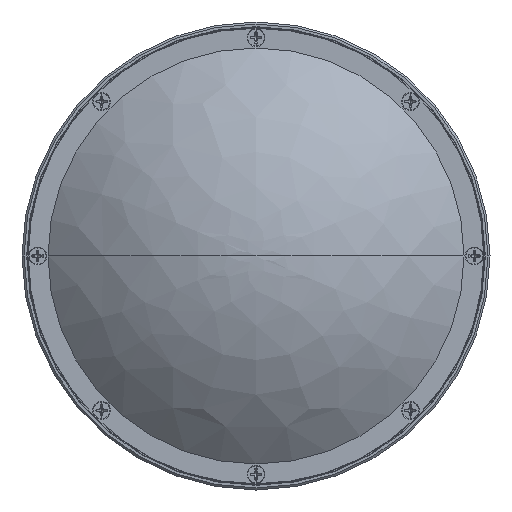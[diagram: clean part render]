
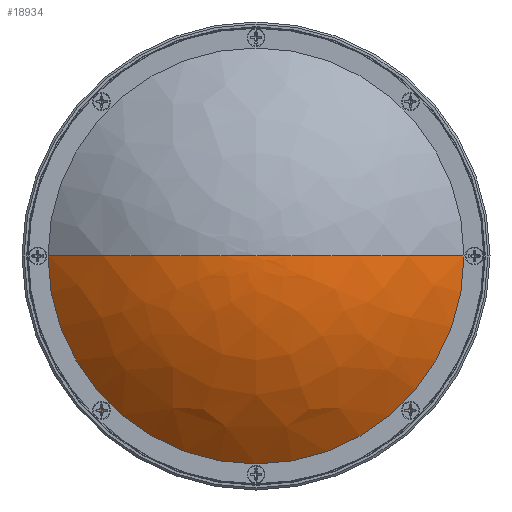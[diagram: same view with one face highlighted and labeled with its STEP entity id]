
A CAD part, left-side view. The second image highlights one B-rep face of the part: STEP entity #18934.
In plain terms, the highlighted free-form (B-spline) face has degree [3, 3] with [4, 4] control points.
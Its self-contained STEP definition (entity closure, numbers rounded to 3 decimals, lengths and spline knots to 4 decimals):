
#1431 = CARTESIAN_POINT ( 'NONE',  ( -2.9153, 2.1471, -3.7632 ) ) ;
#1641 = CARTESIAN_POINT ( 'NONE',  ( -3.7254, 0.8138, 0.2368 ) ) ;
#2978 = CIRCLE ( 'NONE', #14449, 2. ) ;
#3802 = CARTESIAN_POINT ( 'NONE',  ( -3.7254, -0.5196, 0.2368 ) ) ;
#3902 = CARTESIAN_POINT ( 'NONE',  ( -3.4939, -1.1862, -2.4298 ) ) ;
#3999 = CARTESIAN_POINT ( 'NONE',  ( -3.7254, -0.5196, -1.0965 ) ) ;
#4012 = EDGE_LOOP ( 'NONE', ( #15369, #20101, #11348 ) ) ;
#4133 =( BOUNDED_SURFACE ( )  B_SPLINE_SURFACE ( 3, 3, ( 
 ( #9082, #31279, #1431, #18953 ),
 ( #21308, #3902, #20994, #11478 ),
 ( #21206, #3999, #8861, #11595 ),
 ( #6487, #23768, #8975, #26272 ) ),
 .UNSPECIFIED., .F., .F., .F. ) 
 B_SPLINE_SURFACE_WITH_KNOTS ( ( 4, 4 ),
 ( 4, 4 ),
 ( 0.1439, 0.9326 ),
 ( 0., 1. ),
 .UNSPECIFIED. ) 
 GEOMETRIC_REPRESENTATION_ITEM ( )  RATIONAL_B_SPLINE_SURFACE ( (
 ( 1., 0.333, 0.333, 1.),
 ( 1., 0.333, 0.333, 1.),
 ( 1., 0.333, 0.333, 1.),
 ( 1., 0.333, 0.333, 1.) ) ) 
 REPRESENTATION_ITEM ( '' )  SURFACE ( )  );
#4176 = VERTEX_POINT ( 'NONE', #14520 ) ;
#4402 = B_SPLINE_CURVE_WITH_KNOTS ( 'NONE', 3,
 ( #18850, #23672, #3802, #31166 ),
 .UNSPECIFIED., .F., .F.,
 ( 4, 4 ),
 ( 0.1439, 0.9326 ),
 .UNSPECIFIED. ) ;
#6259 = CARTESIAN_POINT ( 'NONE',  ( -2.9153, 2.1471, 0.2368 ) ) ;
#6358 = CARTESIAN_POINT ( 'NONE',  ( -3.4939, 1.4804, 0.2368 ) ) ;
#6487 = CARTESIAN_POINT ( 'NONE',  ( -3.7331, 0.1471, 0.2368 ) ) ;
#6719 = DIRECTION ( 'NONE',  ( 1., 0., 0. ) ) ;
#7049 = DIRECTION ( 'NONE',  ( 0., 0., -1. ) ) ;
#8861 = CARTESIAN_POINT ( 'NONE',  ( -3.7254, 0.8138, -1.0965 ) ) ;
#8975 = CARTESIAN_POINT ( 'NONE',  ( -3.7331, 0.1471, 0.2368 ) ) ;
#9082 = CARTESIAN_POINT ( 'NONE',  ( -2.9153, -1.8529, 0.2368 ) ) ;
#9878 = EDGE_CURVE ( 'NONE', #23354, #26333, #4402, .T. ) ;
#11348 = ORIENTED_EDGE ( 'NONE', *, *, #13800, .F. ) ;
#11478 = CARTESIAN_POINT ( 'NONE',  ( -3.4939, 1.4804, 0.2368 ) ) ;
#11595 = CARTESIAN_POINT ( 'NONE',  ( -3.7254, 0.8138, 0.2368 ) ) ;
#12779 = CARTESIAN_POINT ( 'NONE',  ( -3.7331, 0.1471, 0.2368 ) ) ;
#13800 = EDGE_CURVE ( 'NONE', #4176, #26333, #27302, .T. ) ;
#14449 = AXIS2_PLACEMENT_3D ( 'NONE', #26392, #6719, #7049 ) ;
#14520 = CARTESIAN_POINT ( 'NONE',  ( -2.9153, 2.1471, 0.2368 ) ) ;
#15369 = ORIENTED_EDGE ( 'NONE', *, *, #27591, .F. ) ;
#18850 = CARTESIAN_POINT ( 'NONE',  ( -2.9153, -1.8529, 0.2368 ) ) ;
#18934 = ADVANCED_FACE ( 'NONE', ( #20763 ), #4133, .T. ) ;
#18953 = CARTESIAN_POINT ( 'NONE',  ( -2.9153, 2.1471, 0.2368 ) ) ;
#20101 = ORIENTED_EDGE ( 'NONE', *, *, #9878, .T. ) ;
#20763 = FACE_OUTER_BOUND ( 'NONE', #4012, .T. ) ;
#20994 = CARTESIAN_POINT ( 'NONE',  ( -3.4939, 1.4804, -2.4298 ) ) ;
#21206 = CARTESIAN_POINT ( 'NONE',  ( -3.7254, -0.5196, 0.2368 ) ) ;
#21308 = CARTESIAN_POINT ( 'NONE',  ( -3.4939, -1.1862, 0.2368 ) ) ;
#23354 = VERTEX_POINT ( 'NONE', #27914 ) ;
#23656 = CARTESIAN_POINT ( 'NONE',  ( -3.7331, 0.1471, 0.2368 ) ) ;
#23672 = CARTESIAN_POINT ( 'NONE',  ( -3.4939, -1.1862, 0.2368 ) ) ;
#23768 = CARTESIAN_POINT ( 'NONE',  ( -3.7331, 0.1471, 0.2368 ) ) ;
#26272 = CARTESIAN_POINT ( 'NONE',  ( -3.7331, 0.1471, 0.2368 ) ) ;
#26333 = VERTEX_POINT ( 'NONE', #12779 ) ;
#26392 = CARTESIAN_POINT ( 'NONE',  ( -2.9153, 0.1471, 0.2368 ) ) ;
#27302 = B_SPLINE_CURVE_WITH_KNOTS ( 'NONE', 3,
 ( #6259, #6358, #1641, #23656 ),
 .UNSPECIFIED., .F., .F.,
 ( 4, 4 ),
 ( 0.1439, 0.9326 ),
 .UNSPECIFIED. ) ;
#27591 = EDGE_CURVE ( 'NONE', #23354, #4176, #2978, .T. ) ;
#27914 = CARTESIAN_POINT ( 'NONE',  ( -2.9153, -1.8529, 0.2368 ) ) ;
#31166 = CARTESIAN_POINT ( 'NONE',  ( -3.7331, 0.1471, 0.2368 ) ) ;
#31279 = CARTESIAN_POINT ( 'NONE',  ( -2.9153, -1.8529, -3.7632 ) ) ;
